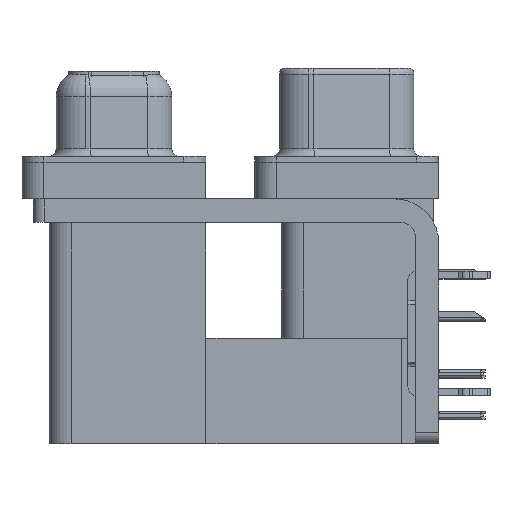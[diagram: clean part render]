
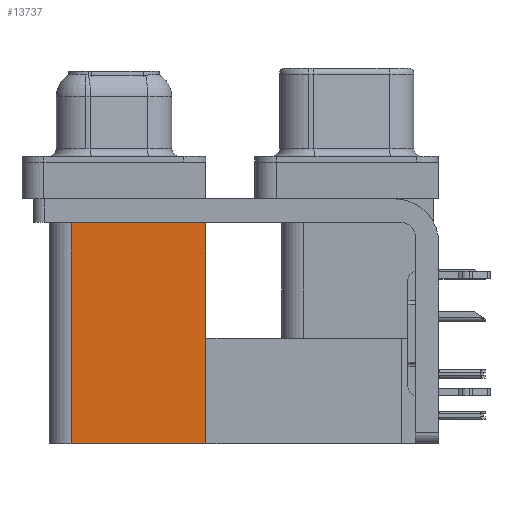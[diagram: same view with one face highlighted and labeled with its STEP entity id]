
A CAD part, left-side view. The second image highlights one B-rep face of the part: STEP entity #13737.
In plain terms, the highlighted planar face has unit normal (-1, 0, 0).
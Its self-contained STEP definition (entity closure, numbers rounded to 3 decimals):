
#151 = CARTESIAN_POINT ( 'NONE',  ( 3.765, 18.8, -2.5 ) ) ;
#1751 = VECTOR ( 'NONE', #17960, 1000. ) ;
#2033 = DIRECTION ( 'NONE',  ( 1., 0., 0. ) ) ;
#2257 = EDGE_CURVE ( 'NONE', #8961, #19846, #29359, .T. ) ;
#3751 = AXIS2_PLACEMENT_3D ( 'NONE', #19995, #2033, #23065 ) ;
#5564 = PLANE ( 'NONE',  #3751 ) ;
#7319 = CARTESIAN_POINT ( 'NONE',  ( 3.765, 9.6, -2.5 ) ) ;
#7373 = CARTESIAN_POINT ( 'NONE',  ( 3.765, 18.8, -19.2 ) ) ;
#8935 = LINE ( 'NONE', #41299, #30381 ) ;
#8961 = VERTEX_POINT ( 'NONE', #32337 ) ;
#9158 = DIRECTION ( 'NONE',  ( 0., 1., 0. ) ) ;
#9641 = VECTOR ( 'NONE', #44091, 1000. ) ;
#10231 = ORIENTED_EDGE ( 'NONE', *, *, #2257, .F. ) ;
#10578 = VERTEX_POINT ( 'NONE', #29109 ) ;
#11282 = LINE ( 'NONE', #43194, #1751 ) ;
#11649 = EDGE_CURVE ( 'NONE', #13087, #19846, #32783, .T. ) ;
#13087 = VERTEX_POINT ( 'NONE', #7319 ) ;
#13737 = ADVANCED_FACE ( 'NONE', ( #22830 ), #5564, .F. ) ;
#17960 = DIRECTION ( 'NONE',  ( 0., 0., 1. ) ) ;
#19076 = CARTESIAN_POINT ( 'NONE',  ( 3.765, 9.6, -2.5 ) ) ;
#19846 = VERTEX_POINT ( 'NONE', #151 ) ;
#19995 = CARTESIAN_POINT ( 'NONE',  ( 3.765, 9.6, -19.2 ) ) ;
#22714 = DIRECTION ( 'NONE',  ( 0., 0., 1. ) ) ;
#22830 = FACE_OUTER_BOUND ( 'NONE', #43066, .T. ) ;
#23065 = DIRECTION ( 'NONE',  ( 0., 0., -1. ) ) ;
#23307 = ORIENTED_EDGE ( 'NONE', *, *, #11649, .T. ) ;
#29109 = CARTESIAN_POINT ( 'NONE',  ( 3.765, 9.6, -19.2 ) ) ;
#29359 = LINE ( 'NONE', #7373, #37916 ) ;
#30381 = VECTOR ( 'NONE', #9158, 1000. ) ;
#32337 = CARTESIAN_POINT ( 'NONE',  ( 3.765, 18.8, -19.2 ) ) ;
#32783 = LINE ( 'NONE', #19076, #9641 ) ;
#37916 = VECTOR ( 'NONE', #22714, 1000. ) ;
#40049 = ORIENTED_EDGE ( 'NONE', *, *, #41969, .F. ) ;
#41085 = ORIENTED_EDGE ( 'NONE', *, *, #42453, .T. ) ;
#41299 = CARTESIAN_POINT ( 'NONE',  ( 3.765, 9.6, -19.2 ) ) ;
#41969 = EDGE_CURVE ( 'NONE', #10578, #8961, #8935, .T. ) ;
#42453 = EDGE_CURVE ( 'NONE', #10578, #13087, #11282, .T. ) ;
#43066 = EDGE_LOOP ( 'NONE', ( #23307, #10231, #40049, #41085 ) ) ;
#43194 = CARTESIAN_POINT ( 'NONE',  ( 3.765, 9.6, -19.2 ) ) ;
#44091 = DIRECTION ( 'NONE',  ( 0., 1., 0. ) ) ;
